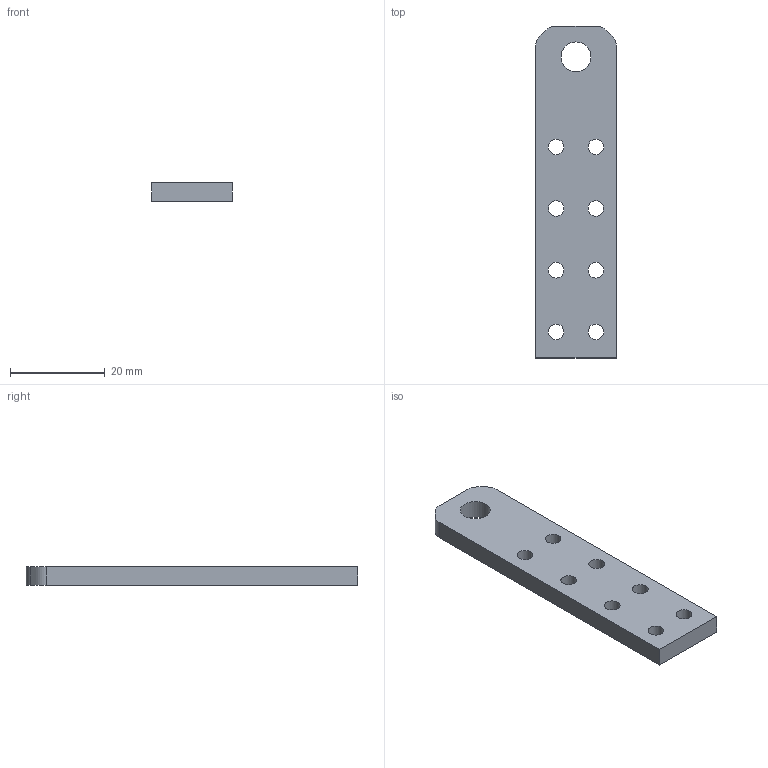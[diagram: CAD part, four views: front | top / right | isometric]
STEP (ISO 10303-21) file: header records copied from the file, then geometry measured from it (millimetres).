
FILE_DESCRIPTION(/* description */ (''),/* implementation_level */ '2;1');
FILE_NAME(/* name */ 'Part2_new.stp',/* time_stamp */ '2017-02-04T11:52:59+01:00',/* author */ ('Marc'),/* organization */ (''),/* preprocessor_version */ 'ST-DEVELOPER v16.1',/* originating_system */ 'Autodesk Inventor 2016',/* authorisation */ '');
FILE_SCHEMA (('AUTOMOTIVE_DESIGN { 1 0 10303 214 3 1 1 }'));
Length unit declared in the file: millimetre
Products named in the file (1): Part2_new
Bounding box: 17 x 70 x 4 mm (x, y, z)
Volume: 4322.5 mm3; surface area: 3252.1 mm2
Topology: 1 solids, 1 shells, 21 faces, 57 edges, 38 vertices
Faces by surface type: cylinder 13, plane 8
Full cylindrical faces by diameter (mm): 3.3 x8, 6.3 x1
Entity records: 692 total; most frequent: DIRECTION 118, CARTESIAN_POINT 108, ORIENTED_EDGE 96, EDGE_LOOP 48, EDGE_CURVE 48, AXIS2_PLACEMENT_3D 48, VERTEX_POINT 38, FACE_BOUND 27
